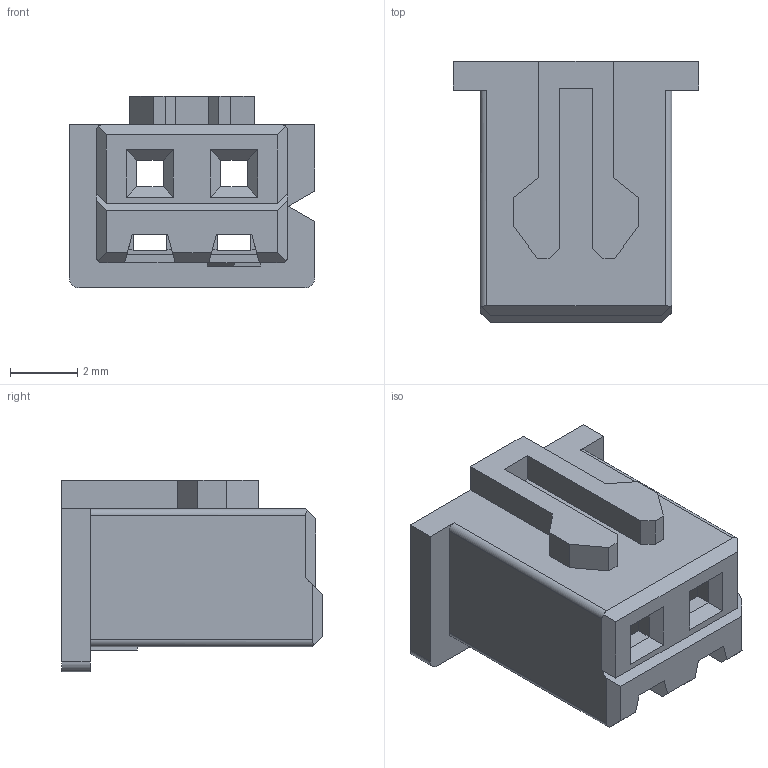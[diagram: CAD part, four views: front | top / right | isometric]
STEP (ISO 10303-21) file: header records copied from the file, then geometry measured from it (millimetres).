
FILE_DESCRIPTION((''),'2;1');
FILE_NAME('51284-010H0H0-001','2015-06-26T',('d25011'),(''),'CREO PARAMETRIC BY PTC INC, 2014500','CREO PARAMETRIC BY PTC INC, 2014500','');
FILE_SCHEMA(('CONFIG_CONTROL_DESIGN'));
Length unit declared in the file: millimetre
Products named in the file (1): 51284-010H0H0-001
Bounding box: 7.3 x 7.75 x 5.7 mm (x, y, z)
Volume: 115.6 mm3; surface area: 374.1 mm2
Topology: 1 solids, 1 shells, 96 faces, 276 edges, 180 vertices
Faces by surface type: plane 90, cylinder 6
Entity records: 3128 total; most frequent: CARTESIAN_POINT 570, ORIENTED_EDGE 552, DIRECTION 468, EDGE_CURVE 276, VECTOR 260, LINE 260, VERTEX_POINT 180, AXIS2_PLACEMENT_3D 104
